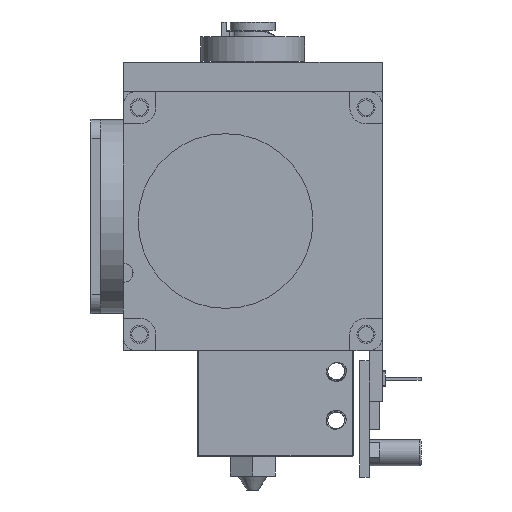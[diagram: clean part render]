
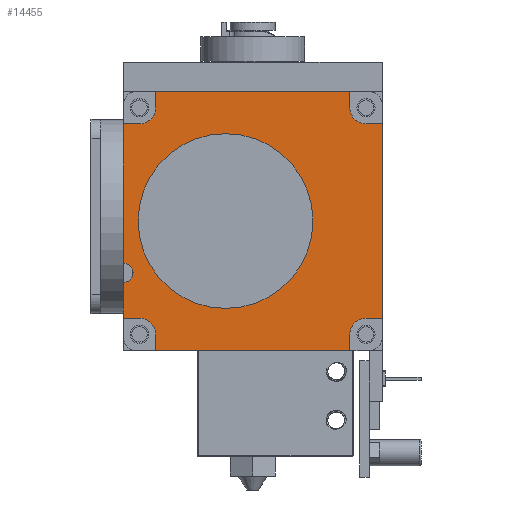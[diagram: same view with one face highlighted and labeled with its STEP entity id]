
A CAD part, front view. The second image highlights one B-rep face of the part: STEP entity #14455.
In plain terms, the highlighted planar face has unit normal (0, -1, 0).
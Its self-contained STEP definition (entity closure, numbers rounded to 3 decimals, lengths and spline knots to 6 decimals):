
#1065=PLANE('',#15839);
#1978=LINE('',#47207,#2965);
#1987=LINE('',#47226,#2974);
#2003=LINE('',#47259,#2990);
#2007=LINE('',#47267,#2994);
#2017=LINE('',#47288,#3004);
#2027=LINE('',#47308,#3014);
#2028=LINE('',#47312,#3015);
#2029=LINE('',#47313,#3016);
#2030=LINE('',#47317,#3017);
#2031=LINE('',#47318,#3018);
#2032=LINE('',#47322,#3019);
#2033=LINE('',#47323,#3020);
#2034=LINE('',#47327,#3021);
#2965=VECTOR('',#19316,1.);
#2974=VECTOR('',#19327,1.);
#2990=VECTOR('',#19345,1.);
#2994=VECTOR('',#19351,1.);
#3004=VECTOR('',#19363,1.);
#3014=VECTOR('',#19375,1.);
#3015=VECTOR('',#19378,1.);
#3016=VECTOR('',#19379,1.);
#3017=VECTOR('',#19382,1.);
#3018=VECTOR('',#19383,1.);
#3019=VECTOR('',#19386,1.);
#3020=VECTOR('',#19387,1.);
#3021=VECTOR('',#19390,1.);
#7294=ORIENTED_EDGE('',*,*,#9511,.T.);
#7295=ORIENTED_EDGE('',*,*,#9532,.F.);
#7296=ORIENTED_EDGE('',*,*,#9581,.T.);
#7297=ORIENTED_EDGE('',*,*,#9582,.T.);
#7298=ORIENTED_EDGE('',*,*,#9583,.T.);
#7299=ORIENTED_EDGE('',*,*,#9557,.F.);
#7300=ORIENTED_EDGE('',*,*,#9584,.T.);
#7301=ORIENTED_EDGE('',*,*,#9585,.T.);
#7302=ORIENTED_EDGE('',*,*,#9586,.T.);
#7303=ORIENTED_EDGE('',*,*,#9541,.F.);
#7304=ORIENTED_EDGE('',*,*,#9587,.T.);
#7305=ORIENTED_EDGE('',*,*,#9588,.T.);
#7306=ORIENTED_EDGE('',*,*,#9589,.T.);
#7307=ORIENTED_EDGE('',*,*,#9571,.F.);
#7308=ORIENTED_EDGE('',*,*,#9590,.T.);
#7309=ORIENTED_EDGE('',*,*,#9591,.T.);
#7310=ORIENTED_EDGE('',*,*,#9592,.T.);
#7311=ORIENTED_EDGE('',*,*,#9561,.F.);
#7312=ORIENTED_EDGE('',*,*,#9523,.T.);
#9511=EDGE_CURVE('',#11049,#11049,#11731,.T.);
#9523=EDGE_CURVE('',#11062,#11061,#11741,.T.);
#9532=EDGE_CURVE('',#11069,#11061,#1978,.T.);
#9541=EDGE_CURVE('',#11078,#11079,#1987,.T.);
#9557=EDGE_CURVE('',#11094,#11095,#2003,.T.);
#9561=EDGE_CURVE('',#11062,#11098,#2007,.T.);
#9571=EDGE_CURVE('',#11107,#11108,#2017,.T.);
#9581=EDGE_CURVE('',#11069,#11117,#2027,.T.);
#9582=EDGE_CURVE('',#11117,#11118,#11743,.T.);
#9583=EDGE_CURVE('',#11118,#11095,#2028,.T.);
#9584=EDGE_CURVE('',#11094,#11119,#2029,.T.);
#9585=EDGE_CURVE('',#11119,#11120,#11744,.T.);
#9586=EDGE_CURVE('',#11120,#11079,#2030,.T.);
#9587=EDGE_CURVE('',#11078,#11121,#2031,.T.);
#9588=EDGE_CURVE('',#11121,#11122,#11745,.T.);
#9589=EDGE_CURVE('',#11122,#11108,#2032,.T.);
#9590=EDGE_CURVE('',#11107,#11123,#2033,.T.);
#9591=EDGE_CURVE('',#11123,#11124,#11746,.T.);
#9592=EDGE_CURVE('',#11124,#11098,#2034,.T.);
#11049=VERTEX_POINT('',#47160);
#11061=VERTEX_POINT('',#47188);
#11062=VERTEX_POINT('',#47190);
#11069=VERTEX_POINT('',#47206);
#11078=VERTEX_POINT('',#47225);
#11079=VERTEX_POINT('',#47227);
#11094=VERTEX_POINT('',#47258);
#11095=VERTEX_POINT('',#47260);
#11098=VERTEX_POINT('',#47268);
#11107=VERTEX_POINT('',#47287);
#11108=VERTEX_POINT('',#47289);
#11117=VERTEX_POINT('',#47309);
#11118=VERTEX_POINT('',#47311);
#11119=VERTEX_POINT('',#47314);
#11120=VERTEX_POINT('',#47316);
#11121=VERTEX_POINT('',#47319);
#11122=VERTEX_POINT('',#47321);
#11123=VERTEX_POINT('',#47324);
#11124=VERTEX_POINT('',#47326);
#11731=CIRCLE('',#15817,0.0135);
#11741=CIRCLE('',#15832,0.0015);
#11743=CIRCLE('',#15840,0.0025);
#11744=CIRCLE('',#15841,0.0025);
#11745=CIRCLE('',#15842,0.0025);
#11746=CIRCLE('',#15843,0.0025);
#12688=EDGE_LOOP('',(#7294));
#12689=EDGE_LOOP('',(#7295,#7296,#7297,#7298,#7299,#7300,#7301,#7302,#7303,
#7304,#7305,#7306,#7307,#7308,#7309,#7310,#7311,#7312));
#13666=FACE_BOUND('',#12688,.T.);
#13667=FACE_BOUND('',#12689,.T.);
#14455=ADVANCED_FACE('',(#13666,#13667),#1065,.F.);
#15817=AXIS2_PLACEMENT_3D('',#47159,#19271,#19272);
#15832=AXIS2_PLACEMENT_3D('',#47189,#19303,#19304);
#15839=AXIS2_PLACEMENT_3D('',#47307,#19373,#19374);
#15840=AXIS2_PLACEMENT_3D('',#47310,#19376,#19377);
#15841=AXIS2_PLACEMENT_3D('',#47315,#19380,#19381);
#15842=AXIS2_PLACEMENT_3D('',#47320,#19384,#19385);
#15843=AXIS2_PLACEMENT_3D('',#47325,#19388,#19389);
#19271=DIRECTION('',(0.,1.,0.));
#19272=DIRECTION('',(-1.,0.,0.));
#19303=DIRECTION('',(0.,1.,0.));
#19304=DIRECTION('',(-1.,0.,0.));
#19316=DIRECTION('',(0.,0.,1.));
#19327=DIRECTION('',(0.,0.,-1.));
#19345=DIRECTION('',(-1.,0.,0.));
#19351=DIRECTION('',(0.,0.,1.));
#19363=DIRECTION('',(1.,0.,0.));
#19373=DIRECTION('',(0.,1.,0.));
#19374=DIRECTION('',(1.,0.,0.));
#19375=DIRECTION('',(1.,0.,0.));
#19376=DIRECTION('',(0.,1.,0.));
#19377=DIRECTION('',(-1.,0.,0.));
#19378=DIRECTION('',(0.,0.,-1.));
#19379=DIRECTION('',(0.,0.,1.));
#19380=DIRECTION('',(0.,1.,0.));
#19381=DIRECTION('',(1.,0.,0.));
#19382=DIRECTION('',(1.,0.,0.));
#19383=DIRECTION('',(-1.,0.,0.));
#19384=DIRECTION('',(0.,1.,0.));
#19385=DIRECTION('',(-1.,0.,0.));
#19386=DIRECTION('',(0.,0.,1.));
#19387=DIRECTION('',(0.,0.,-1.));
#19388=DIRECTION('',(0.,1.,0.));
#19389=DIRECTION('',(1.,0.,0.));
#19390=DIRECTION('',(-1.,0.,0.));
#47159=CARTESIAN_POINT('',(-0.0042,-0.0296,0.0364));
#47160=CARTESIAN_POINT('',(-0.0177,-0.0296,0.0364));
#47188=CARTESIAN_POINT('',(-0.02,-0.0296,0.0269));
#47189=CARTESIAN_POINT('',(-0.02,-0.0296,0.0284));
#47190=CARTESIAN_POINT('',(-0.02,-0.0296,0.0299));
#47206=CARTESIAN_POINT('',(-0.02,-0.0296,0.0214));
#47207=CARTESIAN_POINT('',(-0.02,-0.0296,0.0164));
#47225=CARTESIAN_POINT('',(0.02,-0.0296,0.0514));
#47226=CARTESIAN_POINT('',(0.02,-0.0296,0.0164));
#47227=CARTESIAN_POINT('',(0.02,-0.0296,0.0214));
#47258=CARTESIAN_POINT('',(0.015,-0.0296,0.0164));
#47259=CARTESIAN_POINT('',(0.02,-0.0296,0.0164));
#47260=CARTESIAN_POINT('',(-0.015,-0.0296,0.0164));
#47267=CARTESIAN_POINT('',(-0.02,-0.0296,0.0164));
#47268=CARTESIAN_POINT('',(-0.02,-0.0296,0.0514));
#47287=CARTESIAN_POINT('',(-0.015,-0.0296,0.0564));
#47288=CARTESIAN_POINT('',(0.02,-0.0296,0.0564));
#47289=CARTESIAN_POINT('',(0.015,-0.0296,0.0564));
#47307=CARTESIAN_POINT('',(0.02,-0.0296,0.0164));
#47308=CARTESIAN_POINT('',(0.02,-0.0296,0.0214));
#47309=CARTESIAN_POINT('',(-0.0175,-0.0296,0.0214));
#47310=CARTESIAN_POINT('',(-0.0175,-0.0296,0.0189));
#47311=CARTESIAN_POINT('',(-0.015,-0.0296,0.0189));
#47312=CARTESIAN_POINT('',(-0.015,-0.0296,0.0164));
#47313=CARTESIAN_POINT('',(0.015,-0.0296,0.0164));
#47314=CARTESIAN_POINT('',(0.015,-0.0296,0.0189));
#47315=CARTESIAN_POINT('',(0.0175,-0.0296,0.0189));
#47316=CARTESIAN_POINT('',(0.0175,-0.0296,0.0214));
#47317=CARTESIAN_POINT('',(0.02,-0.0296,0.0214));
#47318=CARTESIAN_POINT('',(-0.0175,-0.0296,0.0514));
#47319=CARTESIAN_POINT('',(0.0175,-0.0296,0.0514));
#47320=CARTESIAN_POINT('',(0.0175,-0.0296,0.0539));
#47321=CARTESIAN_POINT('',(0.015,-0.0296,0.0539));
#47322=CARTESIAN_POINT('',(0.015,-0.0296,0.0164));
#47323=CARTESIAN_POINT('',(-0.015,-0.0296,0.0164));
#47324=CARTESIAN_POINT('',(-0.015,-0.0296,0.0539));
#47325=CARTESIAN_POINT('',(-0.0175,-0.0296,0.0539));
#47326=CARTESIAN_POINT('',(-0.0175,-0.0296,0.0514));
#47327=CARTESIAN_POINT('',(-0.0175,-0.0296,0.0514));
